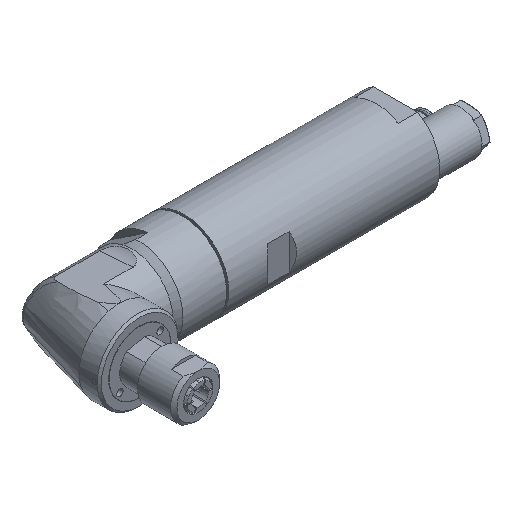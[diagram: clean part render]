
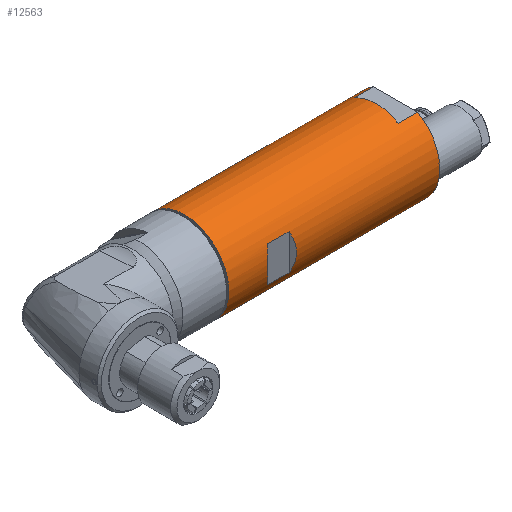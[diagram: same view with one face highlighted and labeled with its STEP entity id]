
A CAD part, isometric view. The second image highlights one B-rep face of the part: STEP entity #12563.
In plain terms, the highlighted cylindrical face has radius 20.75 mm (diameter 41.5 mm), a full revolution.
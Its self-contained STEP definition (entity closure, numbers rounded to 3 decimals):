
#8281=CARTESIAN_POINT('',(-64.0,20.75,0.));
#8282=VERTEX_POINT('',#8281);
#8283=CARTESIAN_POINT('',(-64.0,0.,0.));
#8284=DIRECTION('',(1.0,0.0,0.0));
#8285=DIRECTION('',(0.0,1.0,0.0));
#8286=AXIS2_PLACEMENT_3D('',#8283,#8284,#8285);
#8287=CIRCLE('',#8286,20.75);
#8288=EDGE_CURVE('',#8282,#8282,#8287,.T.);
#8309=CARTESIAN_POINT('',(-44.0,-19.,-8.34));
#8310=VERTEX_POINT('',#8309);
#8311=CARTESIAN_POINT('',(-44.0,-19.,8.34));
#8312=VERTEX_POINT('',#8311);
#8313=CARTESIAN_POINT('',(-25.,0.,0.));
#8314=DIRECTION('',(-0.707,0.707,0.));
#8315=DIRECTION('',(0.707,0.707,0.));
#8316=AXIS2_PLACEMENT_3D('',#8313,#8314,#8315);
#8317=ELLIPSE('',#8316,29.345,20.75);
#8318=EDGE_CURVE('',#8310,#8312,#8317,.T.);
#8334=CARTESIAN_POINT('',(-34.0,-19.,8.34));
#8335=VERTEX_POINT('',#8334);
#8336=CARTESIAN_POINT('',(-34.0,-19.,-8.34));
#8337=VERTEX_POINT('',#8336);
#8338=CARTESIAN_POINT('',(-53.,0.,0.));
#8339=DIRECTION('',(0.707,0.707,0.));
#8340=DIRECTION('',(-0.707,0.707,0.));
#8341=AXIS2_PLACEMENT_3D('',#8338,#8339,#8340);
#8342=ELLIPSE('',#8341,29.345,20.75);
#8343=EDGE_CURVE('',#8335,#8337,#8342,.T.);
#8359=CARTESIAN_POINT('',(-34.0,-19.,-8.34));
#8360=DIRECTION('',(-1.0,0.0,0.0));
#8361=VECTOR('',#8360,10.0);
#8362=LINE('',#8359,#8361);
#8363=EDGE_CURVE('',#8337,#8310,#8362,.T.);
#8366=CARTESIAN_POINT('',(-44.0,-19.,8.34));
#8367=DIRECTION('',(1.0,0.0,0.0));
#8368=VECTOR('',#8367,10.0);
#8369=LINE('',#8366,#8368);
#8370=EDGE_CURVE('',#8312,#8335,#8369,.T.);
#8381=CARTESIAN_POINT('',(-44.0,19.,8.34));
#8382=VERTEX_POINT('',#8381);
#8383=CARTESIAN_POINT('',(-44.0,19.,-8.34));
#8384=VERTEX_POINT('',#8383);
#8385=CARTESIAN_POINT('',(-25.,0.,0.));
#8386=DIRECTION('',(-0.707,-0.707,0.));
#8387=DIRECTION('',(-0.707,0.707,0.));
#8388=AXIS2_PLACEMENT_3D('',#8385,#8386,#8387);
#8389=ELLIPSE('',#8388,29.345,20.75);
#8390=EDGE_CURVE('',#8382,#8384,#8389,.T.);
#8406=CARTESIAN_POINT('',(-34.0,19.,-8.34));
#8407=VERTEX_POINT('',#8406);
#8408=CARTESIAN_POINT('',(-34.0,19.,8.34));
#8409=VERTEX_POINT('',#8408);
#8410=CARTESIAN_POINT('',(-53.,0.,0.));
#8411=DIRECTION('',(0.707,-0.707,0.));
#8412=DIRECTION('',(0.707,0.707,0.));
#8413=AXIS2_PLACEMENT_3D('',#8410,#8411,#8412);
#8414=ELLIPSE('',#8413,29.345,20.75);
#8415=EDGE_CURVE('',#8407,#8409,#8414,.T.);
#8431=CARTESIAN_POINT('',(-34.0,19.,8.34));
#8432=DIRECTION('',(-1.0,0.0,0.0));
#8433=VECTOR('',#8432,10.0);
#8434=LINE('',#8431,#8433);
#8435=EDGE_CURVE('',#8409,#8382,#8434,.T.);
#8438=CARTESIAN_POINT('',(-44.0,19.,-8.34));
#8439=DIRECTION('',(1.0,0.0,0.0));
#8440=VECTOR('',#8439,10.0);
#8441=LINE('',#8438,#8440);
#8442=EDGE_CURVE('',#8384,#8407,#8441,.T.);
#9464=CARTESIAN_POINT('',(35.0,10.323,18.));
#9465=VERTEX_POINT('',#9464);
#9466=CARTESIAN_POINT('',(35.0,-10.323,18.));
#9467=VERTEX_POINT('',#9466);
#9474=CARTESIAN_POINT('',(35.0,-10.323,-18.));
#9475=VERTEX_POINT('',#9474);
#9476=CARTESIAN_POINT('',(35.,0.,0.0));
#9477=DIRECTION('',(1.0,0.0,0.0));
#9478=DIRECTION('',(0.0,1.0,0.0));
#9479=AXIS2_PLACEMENT_3D('',#9476,#9477,#9478);
#9480=CIRCLE('',#9479,20.75);
#9481=EDGE_CURVE('',#9467,#9475,#9480,.T.);
#9483=CARTESIAN_POINT('',(35.0,10.323,-18.0));
#9484=VERTEX_POINT('',#9483);
#9491=CARTESIAN_POINT('',(35.,0.,0.0));
#9492=DIRECTION('',(1.0,0.0,0.0));
#9493=DIRECTION('',(0.0,1.0,0.0));
#9494=AXIS2_PLACEMENT_3D('',#9491,#9492,#9493);
#9495=CIRCLE('',#9494,20.75);
#9496=EDGE_CURVE('',#9484,#9465,#9495,.T.);
#12444=CARTESIAN_POINT('',(26.0,-10.323,18.));
#12445=VERTEX_POINT('',#12444);
#12446=CARTESIAN_POINT('',(26.,10.323,18.));
#12447=VERTEX_POINT('',#12446);
#12448=CARTESIAN_POINT('',(26.,0.,0.0));
#12449=DIRECTION('',(-1.0,0.0,0.0));
#12450=DIRECTION('',(0.0,1.0,0.0));
#12451=AXIS2_PLACEMENT_3D('',#12448,#12449,#12450);
#12452=CIRCLE('',#12451,20.75);
#12453=EDGE_CURVE('',#12445,#12447,#12452,.T.);
#12469=CARTESIAN_POINT('',(35.0,-10.323,18.));
#12470=DIRECTION('',(-1.0,0.0,0.0));
#12471=VECTOR('',#12470,9.0);
#12472=LINE('',#12469,#12471);
#12473=EDGE_CURVE('',#9467,#12445,#12472,.T.);
#12476=CARTESIAN_POINT('',(26.,10.323,18.));
#12477=DIRECTION('',(1.0,0.0,0.0));
#12478=VECTOR('',#12477,9.);
#12479=LINE('',#12476,#12478);
#12480=EDGE_CURVE('',#12447,#9465,#12479,.T.);
#12491=CARTESIAN_POINT('',(26.0,10.323,-18.0));
#12492=VERTEX_POINT('',#12491);
#12493=CARTESIAN_POINT('',(26.,-10.323,-18.));
#12494=VERTEX_POINT('',#12493);
#12495=CARTESIAN_POINT('',(26.,0.,0.0));
#12496=DIRECTION('',(-1.0,0.0,0.0));
#12497=DIRECTION('',(0.0,1.0,0.0));
#12498=AXIS2_PLACEMENT_3D('',#12495,#12496,#12497);
#12499=CIRCLE('',#12498,20.75);
#12500=EDGE_CURVE('',#12492,#12494,#12499,.T.);
#12516=CARTESIAN_POINT('',(35.0,10.323,-18.0));
#12517=DIRECTION('',(-1.0,0.0,0.0));
#12518=VECTOR('',#12517,9.0);
#12519=LINE('',#12516,#12518);
#12520=EDGE_CURVE('',#9484,#12492,#12519,.T.);
#12523=CARTESIAN_POINT('',(26.,-10.323,-18.));
#12524=DIRECTION('',(1.0,0.0,0.0));
#12525=VECTOR('',#12524,9.);
#12526=LINE('',#12523,#12525);
#12527=EDGE_CURVE('',#12494,#9475,#12526,.T.);
#12533=CARTESIAN_POINT('',(17.5,0.,0.0));
#12534=DIRECTION('',(1.0,0.,0.0));
#12535=DIRECTION('',(0.0,1.0,0.0));
#12536=AXIS2_PLACEMENT_3D('',#12533,#12534,#12535);
#12537=CYLINDRICAL_SURFACE('',#12536,20.75);
#12538=ORIENTED_EDGE('',*,*,#8288,.T.);
#12539=EDGE_LOOP('',(#12538));
#12540=FACE_OUTER_BOUND('',#12539,.T.);
#12541=ORIENTED_EDGE('',*,*,#8415,.T.);
#12542=ORIENTED_EDGE('',*,*,#8435,.T.);
#12543=ORIENTED_EDGE('',*,*,#8390,.T.);
#12544=ORIENTED_EDGE('',*,*,#8442,.T.);
#12545=EDGE_LOOP('',(#12541,#12542,#12543,#12544));
#12546=FACE_BOUND('',#12545,.T.);
#12547=ORIENTED_EDGE('',*,*,#8343,.T.);
#12548=ORIENTED_EDGE('',*,*,#8363,.T.);
#12549=ORIENTED_EDGE('',*,*,#8318,.T.);
#12550=ORIENTED_EDGE('',*,*,#8370,.T.);
#12551=EDGE_LOOP('',(#12547,#12548,#12549,#12550));
#12552=FACE_BOUND('',#12551,.T.);
#12553=ORIENTED_EDGE('',*,*,#12473,.T.);
#12554=ORIENTED_EDGE('',*,*,#12453,.T.);
#12555=ORIENTED_EDGE('',*,*,#12480,.T.);
#12556=ORIENTED_EDGE('',*,*,#9496,.F.);
#12557=ORIENTED_EDGE('',*,*,#12520,.T.);
#12558=ORIENTED_EDGE('',*,*,#12500,.T.);
#12559=ORIENTED_EDGE('',*,*,#12527,.T.);
#12560=ORIENTED_EDGE('',*,*,#9481,.F.);
#12561=EDGE_LOOP('',(#12553,#12554,#12555,#12556,#12557,#12558,#12559,#12560));
#12562=FACE_BOUND('',#12561,.T.);
#12563=ADVANCED_FACE('',(#12540,#12546,#12552,#12562),#12537,.T.);
